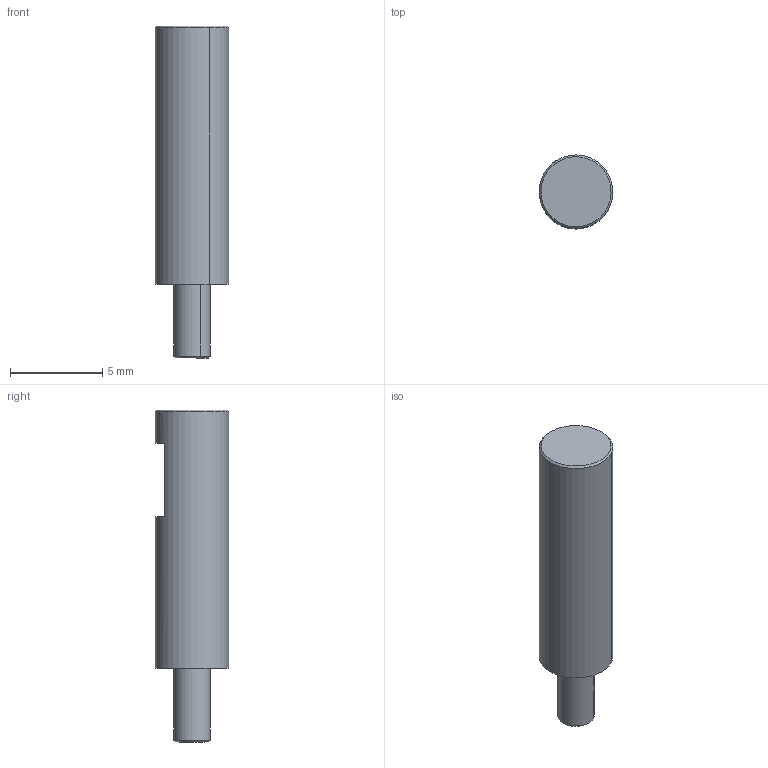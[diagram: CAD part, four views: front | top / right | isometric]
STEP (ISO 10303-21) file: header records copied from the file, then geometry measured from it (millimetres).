
FILE_DESCRIPTION(('CATIA V5 STEP Exchange'),'2;1');
FILE_NAME('MotoReducteur_Axe_E.stp','2020-11-26T11:34:56+00:00',('none'),('none'),'CATIA Version 5-6 Release 2017 SP5','CATIA V5 STEP AP203','none');
FILE_SCHEMA(('CONFIG_CONTROL_DESIGN'));
Length unit declared in the file: millimetre
Products named in the file (1): MotoReducteur_Axe_E
Bounding box: 4 x 4 x 18 mm (x, y, z)
Volume: 184.8 mm3; surface area: 225.9 mm2
Topology: 1 solids, 1 shells, 14 faces, 29 edges, 18 vertices
Faces by surface type: plane 6, cylinder 4, cone 4
Entity records: 392 total; most frequent: CARTESIAN_POINT 60, ORIENTED_EDGE 58, DIRECTION 53, AXIS2_PLACEMENT_3D 29, EDGE_CURVE 29, VERTEX_POINT 18, CIRCLE 16, EDGE_LOOP 15
